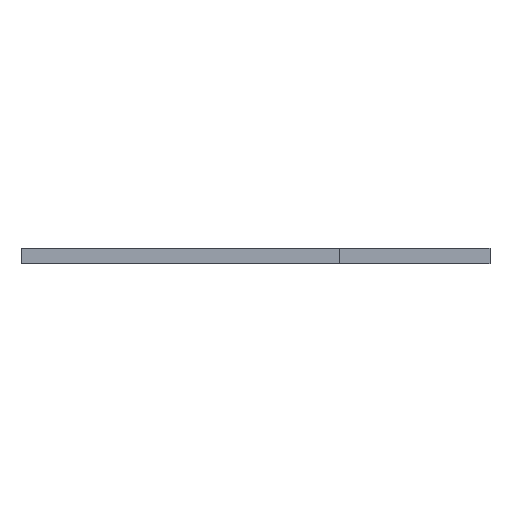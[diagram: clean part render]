
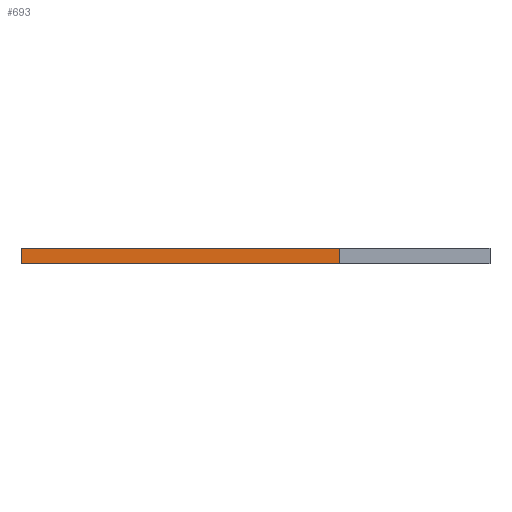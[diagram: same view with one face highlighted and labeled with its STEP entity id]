
A CAD part, left-side view. The second image highlights one B-rep face of the part: STEP entity #693.
In plain terms, the highlighted planar face has unit normal (-1, 0, 0).
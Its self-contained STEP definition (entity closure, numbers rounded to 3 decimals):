
#35 = FACE_OUTER_BOUND ( 'NONE', #209, .T. ) ;
#127 = LINE ( 'NONE', #989, #438 ) ;
#190 = VECTOR ( 'NONE', #974, 1000. ) ;
#209 = EDGE_LOOP ( 'NONE', ( #350, #352, #359, #332 ) ) ;
#280 = VERTEX_POINT ( 'NONE', #1413 ) ;
#291 = VERTEX_POINT ( 'NONE', #1372 ) ;
#311 = VERTEX_POINT ( 'NONE', #1418 ) ;
#332 = ORIENTED_EDGE ( 'NONE', *, *, #1110, .T. ) ;
#350 = ORIENTED_EDGE ( 'NONE', *, *, #1073, .T. ) ;
#352 = ORIENTED_EDGE ( 'NONE', *, *, #1114, .F. ) ;
#359 = ORIENTED_EDGE ( 'NONE', *, *, #1177, .F. ) ;
#438 = VECTOR ( 'NONE', #1049, 1000. ) ;
#442 = LINE ( 'NONE', #869, #190 ) ;
#496 = LINE ( 'NONE', #945, #500 ) ;
#500 = VECTOR ( 'NONE', #955, 1000. ) ;
#556 = VECTOR ( 'NONE', #1292, 1000. ) ;
#600 = LINE ( 'NONE', #1256, #556 ) ;
#661 = VERTEX_POINT ( 'NONE', #1462 ) ;
#693 = ADVANCED_FACE ( 'NONE', ( #35 ), #1379, .F. ) ;
#869 = CARTESIAN_POINT ( 'NONE',  ( 0., 42., 2. ) ) ;
#945 = CARTESIAN_POINT ( 'NONE',  ( 0., 0., 0. ) ) ;
#955 = DIRECTION ( 'NONE',  ( 0., -1., 0. ) ) ;
#974 = DIRECTION ( 'NONE',  ( 0., 0., -1. ) ) ;
#989 = CARTESIAN_POINT ( 'NONE',  ( 0., 0., 2. ) ) ;
#1049 = DIRECTION ( 'NONE',  ( 0., 0., -1. ) ) ;
#1054 = AXIS2_PLACEMENT_3D ( 'NONE', #1378, #1394, #1384 ) ;
#1073 = EDGE_CURVE ( 'NONE', #291, #661, #496, .T. ) ;
#1110 = EDGE_CURVE ( 'NONE', #311, #291, #442, .T. ) ;
#1114 = EDGE_CURVE ( 'NONE', #280, #661, #127, .T. ) ;
#1177 = EDGE_CURVE ( 'NONE', #311, #280, #600, .T. ) ;
#1256 = CARTESIAN_POINT ( 'NONE',  ( 0., 0., 2. ) ) ;
#1292 = DIRECTION ( 'NONE',  ( 0., -1., 0. ) ) ;
#1372 = CARTESIAN_POINT ( 'NONE',  ( 0., 42., 0. ) ) ;
#1378 = CARTESIAN_POINT ( 'NONE',  ( 0., 0., 2. ) ) ;
#1379 = PLANE ( 'NONE',  #1054 ) ;
#1384 = DIRECTION ( 'NONE',  ( 0., 0., -1. ) ) ;
#1394 = DIRECTION ( 'NONE',  ( 1., 0., 0. ) ) ;
#1413 = CARTESIAN_POINT ( 'NONE',  ( 0., 0., 2. ) ) ;
#1418 = CARTESIAN_POINT ( 'NONE',  ( 0., 42., 2. ) ) ;
#1462 = CARTESIAN_POINT ( 'NONE',  ( 0., 0., 0. ) ) ;
